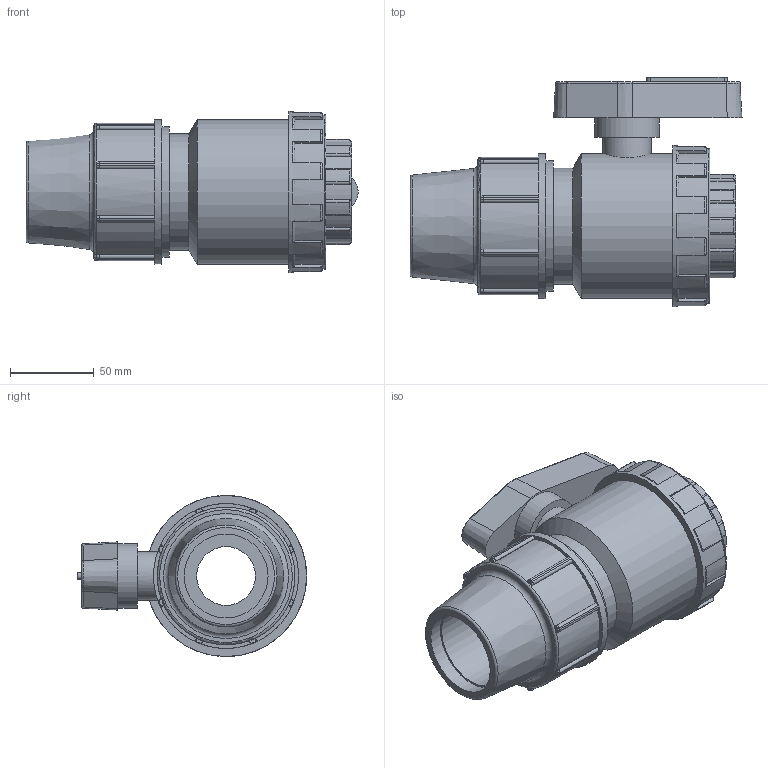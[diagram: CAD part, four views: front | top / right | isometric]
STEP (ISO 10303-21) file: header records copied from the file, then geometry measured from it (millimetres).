
FILE_DESCRIPTION(/* description */ ('PLASSON ONE NUT VALVE F.THR COMP 1 1/2" x 50'),/* implementation_level */ '2;1');
FILE_NAME(/* name */ '113790050.ipt.stp',/* time_stamp */ '2017-12-07T16:13:10+02:00',/* author */ ('KIM'),/* organization */ (''),/* preprocessor_version */ 'ST-DEVELOPER v15.6',/* originating_system */ 'Autodesk Inventor 2015',/* authorisation */ '');
FILE_SCHEMA (('AUTOMOTIVE_DESIGN { 1 0 10303 214 3 1 1 }'));
Length unit declared in the file: millimetre
Products named in the file (1): 113790050
Bounding box: 197.82 x 136.58 x 96 mm (x, y, z)
Volume: 755500.8 mm3; surface area: 103311.5 mm2
Topology: 1 solids, 1 shells, 248 faces, 657 edges, 421 vertices
Faces by surface type: plane 99, cylinder 74, torus 40, cone 19, bspline 16
Full cylindrical faces by diameter (mm): 28.8 x1, 35 x1, 38.4 x1, 44.845 x1, 50 x1, 69.12 x1, 77.76 x1, 82.08 x1, 86.4 x2, 92.16 x1, 96 x1
Entity records: 8684 total; most frequent: CARTESIAN_POINT 2722, ORIENTED_EDGE 1254, DIRECTION 1226, EDGE_CURVE 627, AXIS2_PLACEMENT_3D 499, VERTEX_POINT 413, EDGE_LOOP 282, CIRCLE 266
